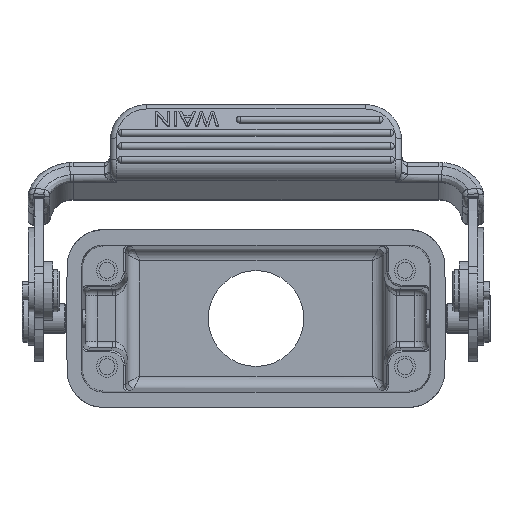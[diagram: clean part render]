
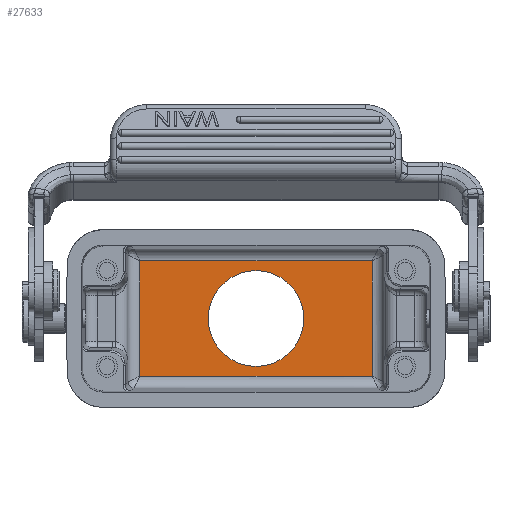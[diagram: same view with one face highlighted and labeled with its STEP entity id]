
A CAD part, front view. The second image highlights one B-rep face of the part: STEP entity #27633.
In plain terms, the highlighted planar face has unit normal (0, -1, 0).
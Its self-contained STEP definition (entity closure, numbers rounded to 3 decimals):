
#7548=CARTESIAN_POINT('',(0.,42.,0.));
#7549=DIRECTION('',(0.,1.,0.));
#7550=DIRECTION('',(-1.,0.,0.));
#7551=AXIS2_PLACEMENT_3D('',#7548,#7549,#7550);
#7553=CARTESIAN_POINT('',(0.,42.,0.));
#7554=DIRECTION('',(0.,1.,0.));
#7555=DIRECTION('',(1.,0.,0.));
#7556=AXIS2_PLACEMENT_3D('',#7553,#7554,#7555);
#7566=CARTESIAN_POINT('',(19.261,42.,-9.551));
#7568=DIRECTION('',(0.,0.,1.));
#7569=VECTOR('',#7568,19.103);
#7570=CARTESIAN_POINT('',(19.261,42.,-9.551));
#7571=LINE('',#7570,#7569);
#7572=CARTESIAN_POINT('',(19.261,42.,9.551));
#8172=DIRECTION('',(-1.,0.,0.));
#8173=VECTOR('',#8172,38.522);
#8174=CARTESIAN_POINT('',(19.261,42.,9.551));
#8175=LINE('',#8174,#8173);
#8189=CARTESIAN_POINT('',(-19.261,42.,9.551));
#8227=DIRECTION('',(0.,0.,-1.));
#8228=VECTOR('',#8227,19.103);
#8229=CARTESIAN_POINT('',(-19.261,42.,9.551));
#8230=LINE('',#8229,#8228);
#8241=CARTESIAN_POINT('',(-19.261,42.,-9.551));
#8713=DIRECTION('',(1.,0.,0.));
#8714=VECTOR('',#8713,38.522);
#8715=CARTESIAN_POINT('',(-19.261,42.,-9.551));
#8716=LINE('',#8715,#8714);
#16040=VERTEX_POINT('',#7572);
#16042=VERTEX_POINT('',#7566);
#16100=VERTEX_POINT('',#8241);
#16152=VERTEX_POINT('',#8189);
#16451=CARTESIAN_POINT('',(-7.95,42.,0.));
#16452=CARTESIAN_POINT('',(7.95,42.,0.));
#16453=VERTEX_POINT('',#16451);
#16454=VERTEX_POINT('',#16452);
#27613=CARTESIAN_POINT('',(0.,42.,0.));
#27614=DIRECTION('',(0.,1.,0.));
#27615=DIRECTION('',(0.,0.,-1.));
#27616=AXIS2_PLACEMENT_3D('',#27613,#27614,#27615);
#27617=PLANE('',#27616);
#27619=ORIENTED_EDGE('',*,*,#27618,.F.);
#27621=ORIENTED_EDGE('',*,*,#27620,.F.);
#27623=ORIENTED_EDGE('',*,*,#27622,.F.);
#27625=ORIENTED_EDGE('',*,*,#27624,.F.);
#27626=EDGE_LOOP('',(#27619,#27621,#27623,#27625));
#27627=FACE_OUTER_BOUND('',#27626,.F.);
#27628=ORIENTED_EDGE('',*,*,#27603,.F.);
#27630=ORIENTED_EDGE('',*,*,#27629,.F.);
#27631=EDGE_LOOP('',(#27628,#27630));
#27632=FACE_BOUND('',#27631,.F.);
#27633=ADVANCED_FACE('',(#27627,#27632),#27617,.F.);
#7552=CIRCLE('',#7551,7.95);
#7557=CIRCLE('',#7556,7.95);
#27603=EDGE_CURVE('',#16453,#16454,#7552,.T.);
#27618=EDGE_CURVE('',#16042,#16040,#7571,.T.);
#27620=EDGE_CURVE('',#16100,#16042,#8716,.T.);
#27622=EDGE_CURVE('',#16152,#16100,#8230,.T.);
#27624=EDGE_CURVE('',#16040,#16152,#8175,.T.);
#27629=EDGE_CURVE('',#16454,#16453,#7557,.T.);
